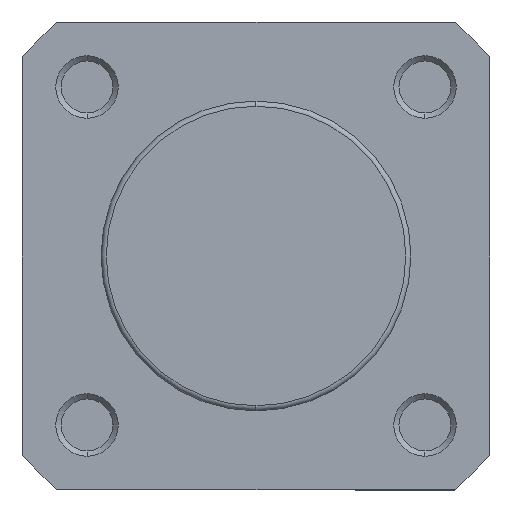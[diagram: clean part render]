
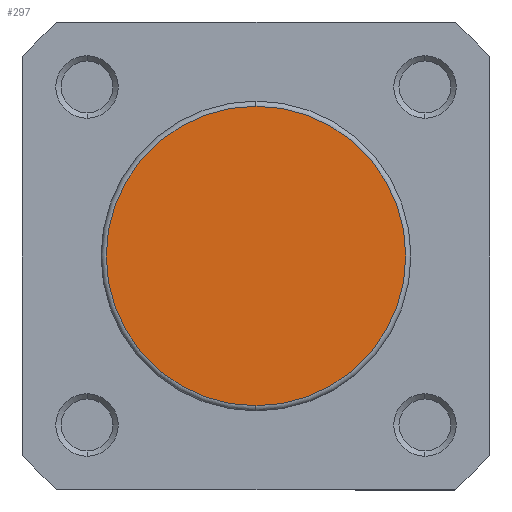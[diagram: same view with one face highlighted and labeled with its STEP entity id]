
A CAD part, left-side view. The second image highlights one B-rep face of the part: STEP entity #297.
In plain terms, the highlighted planar face has unit normal (-1, 0, 0).
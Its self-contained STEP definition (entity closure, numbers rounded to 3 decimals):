
#297 = ADVANCED_FACE ( 'NONE', ( #789 ), #3585, .T. ) ;
#572 = EDGE_LOOP ( 'NONE', ( #3256, #3318 ) ) ;
#789 = FACE_OUTER_BOUND ( 'NONE', #572, .T. ) ;
#1225 = CIRCLE ( 'NONE', #4541, 14.4 ) ;
#1289 = CIRCLE ( 'NONE', #4557, 14.4 ) ;
#1866 = EDGE_CURVE ( 'NONE', #4060, #4035, #1225, .T. ) ;
#1907 = EDGE_CURVE ( 'NONE', #4035, #4060, #1289, .T. ) ;
#2246 = CARTESIAN_POINT ( 'NONE',  ( 0., 0., 14.4 ) ) ;
#2272 = CARTESIAN_POINT ( 'NONE',  ( 0., 0., -14.4 ) ) ;
#3256 = ORIENTED_EDGE ( 'NONE', *, *, #1866, .T. ) ;
#3318 = ORIENTED_EDGE ( 'NONE', *, *, #1907, .T. ) ;
#3583 = DIRECTION ( 'NONE',  ( 0., 0., 1. ) ) ;
#3584 = DIRECTION ( 'NONE',  ( -1., 0., 0. ) ) ;
#3585 = PLANE ( 'NONE',  #4340 ) ;
#3586 = CARTESIAN_POINT ( 'NONE',  ( 0., -14.9, 0. ) ) ;
#4035 = VERTEX_POINT ( 'NONE', #2272 ) ;
#4060 = VERTEX_POINT ( 'NONE', #2246 ) ;
#4340 = AXIS2_PLACEMENT_3D ( 'NONE', #3586, #3584, #3583 ) ;
#4541 = AXIS2_PLACEMENT_3D ( 'NONE', #5573, #5571, #5570 ) ;
#4557 = AXIS2_PLACEMENT_3D ( 'NONE', #5452, #5443, #5441 ) ;
#5441 = DIRECTION ( 'NONE',  ( 0., 0., 1. ) ) ;
#5443 = DIRECTION ( 'NONE',  ( -1., 0., 0. ) ) ;
#5452 = CARTESIAN_POINT ( 'NONE',  ( 0., 0., 0. ) ) ;
#5570 = DIRECTION ( 'NONE',  ( 0., 0., 1. ) ) ;
#5571 = DIRECTION ( 'NONE',  ( -1., 0., 0. ) ) ;
#5573 = CARTESIAN_POINT ( 'NONE',  ( 0., 0., 0. ) ) ;
